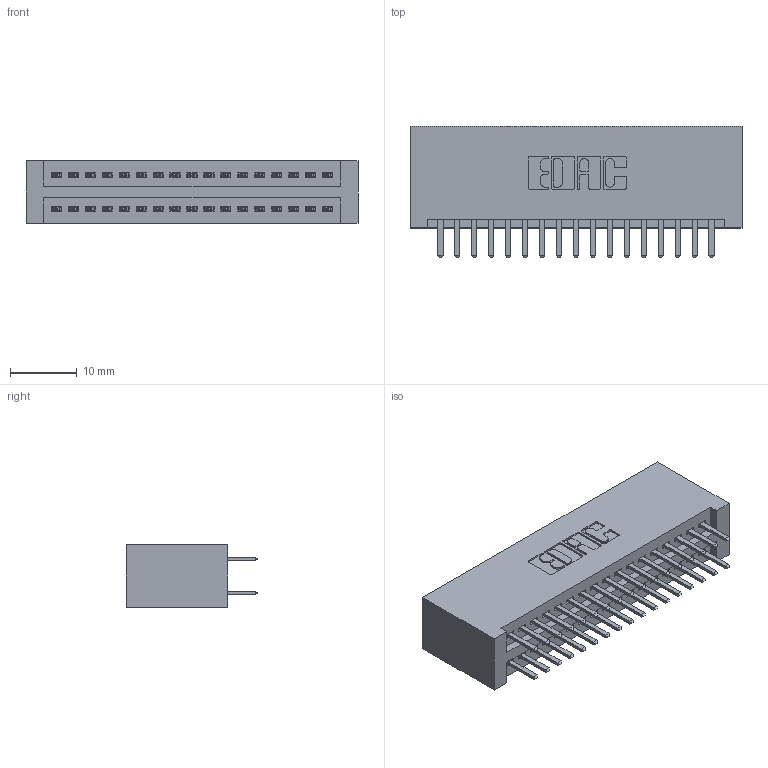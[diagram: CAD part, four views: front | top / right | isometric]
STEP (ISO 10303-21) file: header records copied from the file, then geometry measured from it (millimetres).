
FILE_DESCRIPTION (( 'STEP AP203' ), '1' );
FILE_NAME ('395-034-520-201.STEP', '2019-10-17T17:01:18', ( '' ), ( '' ), 'SwSTEP 2.0', 'SolidWorks 2016', '' );
FILE_SCHEMA (( 'CONFIG_CONTROL_DESIGN' ));
Length unit declared in the file: inch
Products named in the file (3): 345 Part_No Mounting Lugs; 345-292-001_345-293-120; 395-034-520-201
Assembly tree (35 placements, depth 2):
  395-034-520-201
    345 Part_No Mounting Lugs
    345-292-001_345-293-120  x34
Bounding box: 49.78 x 19.68 x 9.4 mm (x, y, z)
Volume: 5205 mm3; surface area: 7481.1 mm2
Topology: 35 solids, 35 shells, 1954 faces, 5655 edges, 3678 vertices
Faces by surface type: plane 1266, cylinder 688
Entity records: 16541 total; most frequent: CARTESIAN_POINT 2808, ORIENTED_EDGE 2730, DIRECTION 2489, EDGE_CURVE 1365, LINE 1169, VECTOR 1169, VERTEX_POINT 906, AXIS2_PLACEMENT_3D 660
